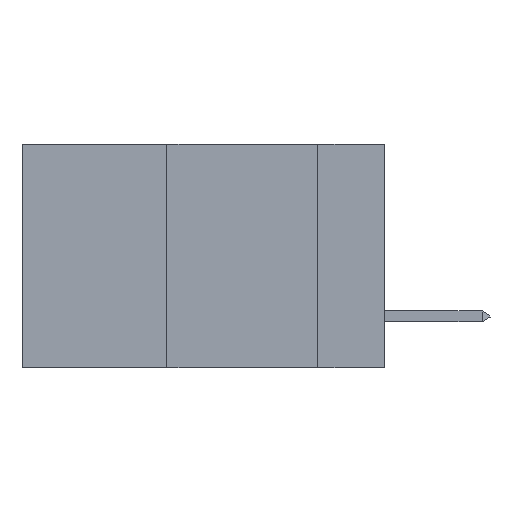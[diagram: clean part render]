
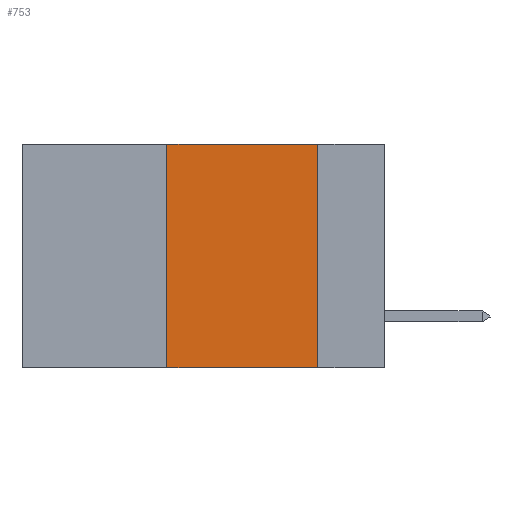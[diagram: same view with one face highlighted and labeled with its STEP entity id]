
A CAD part, left-side view. The second image highlights one B-rep face of the part: STEP entity #753.
In plain terms, the highlighted planar face has unit normal (-1, 0, 0).
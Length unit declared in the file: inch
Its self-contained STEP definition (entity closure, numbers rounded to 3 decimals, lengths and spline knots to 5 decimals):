
#635 = CARTESIAN_POINT ( 'NONE',  ( 0., 0.36, 0. ) ) ;
#753 = ADVANCED_FACE ( 'NONE', ( #2992 ), #15210, .F. ) ;
#1245 = ORIENTED_EDGE ( 'NONE', *, *, #10653, .F. ) ;
#1300 = VECTOR ( 'NONE', #6217, 39.37008 ) ;
#1902 = LINE ( 'NONE', #4029, #1300 ) ;
#2371 = ORIENTED_EDGE ( 'NONE', *, *, #16543, .F. ) ;
#2992 = FACE_OUTER_BOUND ( 'NONE', #13308, .T. ) ;
#4029 = CARTESIAN_POINT ( 'NONE',  ( 0., 0.11, 0. ) ) ;
#4283 = CARTESIAN_POINT ( 'NONE',  ( 0., 0.6, 0. ) ) ;
#4628 = VECTOR ( 'NONE', #13522, 39.37008 ) ;
#5518 = DIRECTION ( 'NONE',  ( 0., 0., -1. ) ) ;
#6217 = DIRECTION ( 'NONE',  ( 0., 0., -1. ) ) ;
#6223 = VERTEX_POINT ( 'NONE', #6609 ) ;
#6609 = CARTESIAN_POINT ( 'NONE',  ( 0., 0.11, -0.37 ) ) ;
#7834 = VECTOR ( 'NONE', #15518, 39.37008 ) ;
#8235 = CARTESIAN_POINT ( 'NONE',  ( 0., 0.11, 0. ) ) ;
#9790 = EDGE_CURVE ( 'NONE', #21643, #6223, #25081, .T. ) ;
#10075 = ORIENTED_EDGE ( 'NONE', *, *, #17143, .F. ) ;
#10619 = ORIENTED_EDGE ( 'NONE', *, *, #9790, .T. ) ;
#10653 = EDGE_CURVE ( 'NONE', #21643, #21211, #21331, .T. ) ;
#13308 = EDGE_LOOP ( 'NONE', ( #10075, #2371, #1245, #10619 ) ) ;
#13522 = DIRECTION ( 'NONE',  ( 0., -1., 0. ) ) ;
#14063 = CARTESIAN_POINT ( 'NONE',  ( 0., 0.6, -0.37 ) ) ;
#15210 = PLANE ( 'NONE',  #21372 ) ;
#15518 = DIRECTION ( 'NONE',  ( 0., -1., 0. ) ) ;
#16543 = EDGE_CURVE ( 'NONE', #21211, #16968, #17456, .T. ) ;
#16968 = VERTEX_POINT ( 'NONE', #8235 ) ;
#17143 = EDGE_CURVE ( 'NONE', #16968, #6223, #1902, .T. ) ;
#17341 = CARTESIAN_POINT ( 'NONE',  ( 0., 0.36, 0. ) ) ;
#17456 = LINE ( 'NONE', #4283, #7834 ) ;
#18493 = DIRECTION ( 'NONE',  ( 0., 0., 1. ) ) ;
#19200 = CARTESIAN_POINT ( 'NONE',  ( 0., 0.6, 0. ) ) ;
#20700 = VECTOR ( 'NONE', #18493, 39.37008 ) ;
#21211 = VERTEX_POINT ( 'NONE', #17341 ) ;
#21331 = LINE ( 'NONE', #635, #20700 ) ;
#21372 = AXIS2_PLACEMENT_3D ( 'NONE', #19200, #23138, #5518 ) ;
#21643 = VERTEX_POINT ( 'NONE', #24989 ) ;
#23138 = DIRECTION ( 'NONE',  ( 1., 0., 0. ) ) ;
#24989 = CARTESIAN_POINT ( 'NONE',  ( 0., 0.36, -0.37 ) ) ;
#25081 = LINE ( 'NONE', #14063, #4628 ) ;
